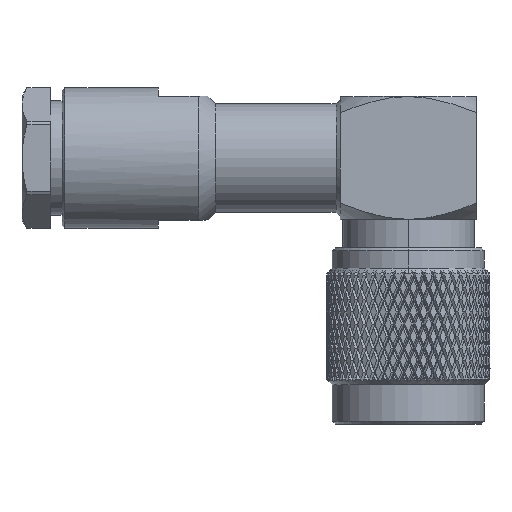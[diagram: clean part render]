
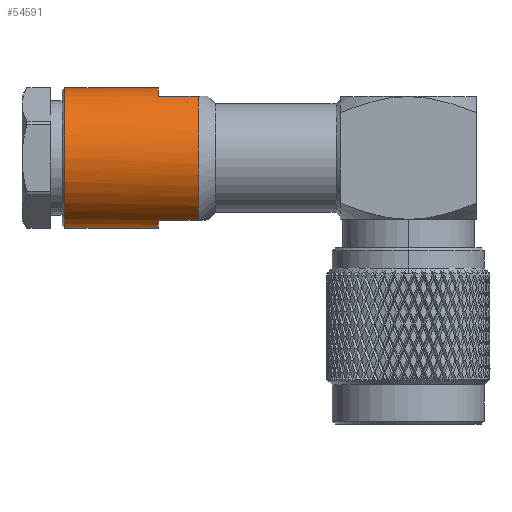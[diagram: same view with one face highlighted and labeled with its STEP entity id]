
A CAD part, top view. The second image highlights one B-rep face of the part: STEP entity #54591.
In plain terms, the highlighted cylindrical face has radius 6.25 mm (diameter 12.5 mm), a partial arc.
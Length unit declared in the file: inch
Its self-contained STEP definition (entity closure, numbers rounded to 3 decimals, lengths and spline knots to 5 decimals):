
#269 = DIRECTION ( 'NONE',  ( 0., 0., 1. ) ) ;
#4227 = DIRECTION ( 'NONE',  ( -1., 0., 0. ) ) ;
#8990 = CARTESIAN_POINT ( 'NONE',  ( -0.87441, -0.21654, 0.11687 ) ) ;
#9727 = VECTOR ( 'NONE', #32404, 39.37008 ) ;
#10047 = EDGE_CURVE ( 'NONE', #76744, #103559, #60721, .T. ) ;
#10258 = CARTESIAN_POINT ( 'NONE',  ( -1.06954, 0.24606, 0. ) ) ;
#13100 = DIRECTION ( 'NONE',  ( 1., 0., 0. ) ) ;
#13339 = CARTESIAN_POINT ( 'NONE',  ( -0.87441, 0.24606, 0. ) ) ;
#13503 = VERTEX_POINT ( 'NONE', #14066 ) ;
#13879 = VERTEX_POINT ( 'NONE', #8990 ) ;
#14066 = CARTESIAN_POINT ( 'NONE',  ( -1.20132, -0.24606, 0. ) ) ;
#16682 = EDGE_CURVE ( 'NONE', #13879, #57579, #69516, .T. ) ;
#18116 = ORIENTED_EDGE ( 'NONE', *, *, #69894, .T. ) ;
#19296 = DIRECTION ( 'NONE',  ( 0., -1., 0. ) ) ;
#20027 = DIRECTION ( 'NONE',  ( 0., 1., 0. ) ) ;
#21065 = CARTESIAN_POINT ( 'NONE',  ( -1.06954, -0.24606, 0. ) ) ;
#22221 = CARTESIAN_POINT ( 'NONE',  ( -0.87441, 0., 0. ) ) ;
#25675 = AXIS2_PLACEMENT_3D ( 'NONE', #35284, #94299, #20027 ) ;
#27175 = CIRCLE ( 'NONE', #51378, 0.24606 ) ;
#27759 = VERTEX_POINT ( 'NONE', #29764 ) ;
#29764 = CARTESIAN_POINT ( 'NONE',  ( -0.87441, 0.21654, 0.11687 ) ) ;
#30602 = CARTESIAN_POINT ( 'NONE',  ( -0.87441, -0.24606, 0. ) ) ;
#32404 = DIRECTION ( 'NONE',  ( -1., 0., 0. ) ) ;
#34247 = CARTESIAN_POINT ( 'NONE',  ( -0.73511, -0.21654, 0.11687 ) ) ;
#35284 = CARTESIAN_POINT ( 'NONE',  ( -1.20132, 0., 0. ) ) ;
#35565 = CARTESIAN_POINT ( 'NONE',  ( -0.87441, 0., 0. ) ) ;
#35973 = DIRECTION ( 'NONE',  ( 0., -1., 0. ) ) ;
#39182 = VERTEX_POINT ( 'NONE', #86490 ) ;
#42085 = DIRECTION ( 'NONE',  ( -1., 0., 0. ) ) ;
#42998 = CARTESIAN_POINT ( 'NONE',  ( -0.73511, 0., 0. ) ) ;
#43058 = CARTESIAN_POINT ( 'NONE',  ( -1.06954, 0.21654, 0.11687 ) ) ;
#44107 = EDGE_CURVE ( 'NONE', #54941, #13503, #71475, .T. ) ;
#44253 = CYLINDRICAL_SURFACE ( 'NONE', #47826, 0.24606 ) ;
#44570 = ORIENTED_EDGE ( 'NONE', *, *, #81325, .T. ) ;
#44722 = CIRCLE ( 'NONE', #25675, 0.24606 ) ;
#46370 = ORIENTED_EDGE ( 'NONE', *, *, #55068, .T. ) ;
#46423 = AXIS2_PLACEMENT_3D ( 'NONE', #22221, #46646, #79726 ) ;
#46646 = DIRECTION ( 'NONE',  ( -1., 0., 0. ) ) ;
#47826 = AXIS2_PLACEMENT_3D ( 'NONE', #69700, #77324, #19296 ) ;
#48630 = ORIENTED_EDGE ( 'NONE', *, *, #10047, .T. ) ;
#51121 = DIRECTION ( 'NONE',  ( -1., 0., 0. ) ) ;
#51378 = AXIS2_PLACEMENT_3D ( 'NONE', #35565, #42085, #269 ) ;
#52458 = VECTOR ( 'NONE', #92126, 39.37008 ) ;
#54312 = CARTESIAN_POINT ( 'NONE',  ( -1.06954, -0.21654, 0.11687 ) ) ;
#54591 = ADVANCED_FACE ( 'NONE', ( #76784 ), #44253, .T. ) ;
#54941 = VERTEX_POINT ( 'NONE', #30602 ) ;
#55068 = EDGE_CURVE ( 'NONE', #57579, #39182, #66845, .T. ) ;
#57579 = VERTEX_POINT ( 'NONE', #34247 ) ;
#60721 = LINE ( 'NONE', #10258, #52458 ) ;
#66324 = ORIENTED_EDGE ( 'NONE', *, *, #16682, .T. ) ;
#66845 = CIRCLE ( 'NONE', #75515, 0.24606 ) ;
#67202 = EDGE_LOOP ( 'NONE', ( #99839, #48630, #18116, #98672, #84804, #66324, #46370, #44570 ) ) ;
#68006 = LINE ( 'NONE', #43058, #9727 ) ;
#69077 = EDGE_CURVE ( 'NONE', #27759, #76744, #94848, .T. ) ;
#69516 = LINE ( 'NONE', #54312, #99324 ) ;
#69700 = CARTESIAN_POINT ( 'NONE',  ( -1.06954, 0., 0. ) ) ;
#69894 = EDGE_CURVE ( 'NONE', #103559, #13503, #44722, .T. ) ;
#71475 = LINE ( 'NONE', #21065, #99087 ) ;
#75515 = AXIS2_PLACEMENT_3D ( 'NONE', #42998, #51121, #35973 ) ;
#76744 = VERTEX_POINT ( 'NONE', #13339 ) ;
#76784 = FACE_OUTER_BOUND ( 'NONE', #67202, .T. ) ;
#77324 = DIRECTION ( 'NONE',  ( -1., 0., 0. ) ) ;
#79726 = DIRECTION ( 'NONE',  ( 0., 0., 1. ) ) ;
#81325 = EDGE_CURVE ( 'NONE', #39182, #27759, #68006, .T. ) ;
#84804 = ORIENTED_EDGE ( 'NONE', *, *, #98654, .T. ) ;
#86490 = CARTESIAN_POINT ( 'NONE',  ( -0.73511, 0.21654, 0.11687 ) ) ;
#92126 = DIRECTION ( 'NONE',  ( -1., 0., 0. ) ) ;
#94299 = DIRECTION ( 'NONE',  ( 1., 0., 0. ) ) ;
#94848 = CIRCLE ( 'NONE', #46423, 0.24606 ) ;
#98087 = CARTESIAN_POINT ( 'NONE',  ( -1.20132, 0.24606, 0. ) ) ;
#98654 = EDGE_CURVE ( 'NONE', #54941, #13879, #27175, .T. ) ;
#98672 = ORIENTED_EDGE ( 'NONE', *, *, #44107, .F. ) ;
#99087 = VECTOR ( 'NONE', #4227, 39.37008 ) ;
#99324 = VECTOR ( 'NONE', #13100, 39.37008 ) ;
#99839 = ORIENTED_EDGE ( 'NONE', *, *, #69077, .T. ) ;
#103559 = VERTEX_POINT ( 'NONE', #98087 ) ;
